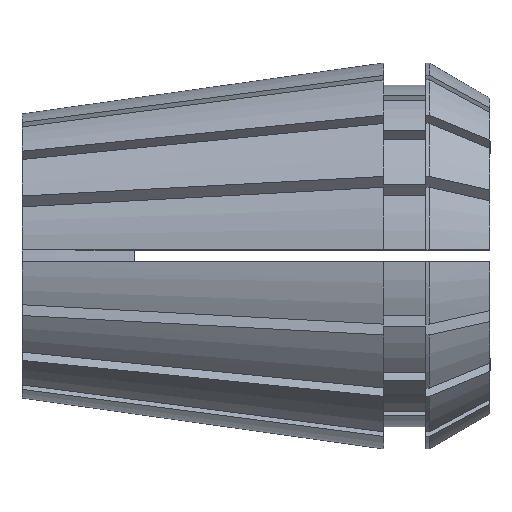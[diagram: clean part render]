
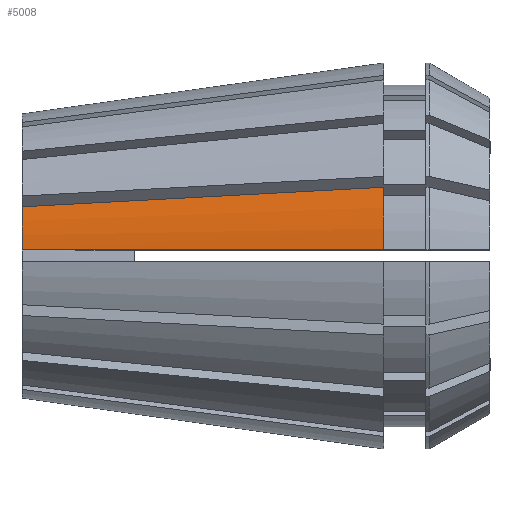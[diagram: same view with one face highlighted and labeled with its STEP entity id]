
A CAD part, top view. The second image highlights one B-rep face of the part: STEP entity #5008.
In plain terms, the highlighted conical face has half-angle 8 degrees and reference radius 16.5 mm.
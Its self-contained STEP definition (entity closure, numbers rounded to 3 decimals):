
#217 = EDGE_CURVE ( 'NONE', #954, #5642, #5382, .T. ) ;
#352 = DIRECTION ( 'NONE',  ( -1., 0., 0. ) ) ;
#356 = ORIENTED_EDGE ( 'NONE', *, *, #5560, .F. ) ;
#402 = CARTESIAN_POINT ( 'NONE',  ( 3.953, 0.5, 12.703 ) ) ;
#416 = CONICAL_SURFACE ( 'NONE', #1986, 16.5, 0.14 ) ;
#425 = CARTESIAN_POINT ( 'NONE',  ( 26.056, 0.5, 15.812 ) ) ;
#438 = CARTESIAN_POINT ( 'NONE',  ( 24.391, 5.499, 14.583 ) ) ;
#718 = DIRECTION ( 'NONE',  ( 0., 0., 1. ) ) ;
#768 = VERTEX_POINT ( 'NONE', #4181 ) ;
#778 = EDGE_CURVE ( 'NONE', #768, #954, #3699, .T. ) ;
#790 = DIRECTION ( 'NONE',  ( 0., 0., 1. ) ) ;
#808 = CARTESIAN_POINT ( 'NONE',  ( 30.9, 5.85, 15.429 ) ) ;
#954 = VERTEX_POINT ( 'NONE', #4218 ) ;
#1043 = CARTESIAN_POINT ( 'NONE',  ( 0., 4.187, 11.414 ) ) ;
#1180 = DIRECTION ( 'NONE',  ( -1., 0., 0. ) ) ;
#1227 = AXIS2_PLACEMENT_3D ( 'NONE', #3045, #1180, #718 ) ;
#1317 = CARTESIAN_POINT ( 'NONE',  ( 2.635, 0.5, 12.518 ) ) ;
#1336 = CARTESIAN_POINT ( 'NONE',  ( 30.9, 0., 0. ) ) ;
#1848 = CARTESIAN_POINT ( 'NONE',  ( 0., 0.5, 12.147 ) ) ;
#1953 = CIRCLE ( 'NONE', #2995, 16.5 ) ;
#1986 = AXIS2_PLACEMENT_3D ( 'NONE', #5708, #3819, #3214 ) ;
#2016 = FACE_OUTER_BOUND ( 'NONE', #3306, .T. ) ;
#2320 = VERTEX_POINT ( 'NONE', #808 ) ;
#2489 = ORIENTED_EDGE ( 'NONE', *, *, #217, .F. ) ;
#2761 = CARTESIAN_POINT ( 'NONE',  ( 7.045, 4.566, 12.33 ) ) ;
#2995 = AXIS2_PLACEMENT_3D ( 'NONE', #1336, #352, #790 ) ;
#3045 = CARTESIAN_POINT ( 'NONE',  ( 0., 0., 0. ) ) ;
#3167 = CARTESIAN_POINT ( 'NONE',  ( 1.318, 0.5, 12.333 ) ) ;
#3189 = CARTESIAN_POINT ( 'NONE',  ( 27.67, 0.5, 16.039 ) ) ;
#3214 = DIRECTION ( 'NONE',  ( 0., 0., -1. ) ) ;
#3224 = CARTESIAN_POINT ( 'NONE',  ( 21.136, 5.324, 14.16 ) ) ;
#3306 = EDGE_LOOP ( 'NONE', ( #356, #2489, #3734, #5371 ) ) ;
#3686 = CARTESIAN_POINT ( 'NONE',  ( 27.645, 5.674, 15.006 ) ) ;
#3699 = B_SPLINE_CURVE_WITH_KNOTS ( 'NONE', 3,
 ( #5080, #4679, #3189, #425, #5142, #5101, #402, #1317, #3167, #1848 ),
 .UNSPECIFIED., .F., .F.,
 ( 4, 3, 3, 4 ),
 ( 0.062, 0.067, 0.089, 0.093 ),
 .UNSPECIFIED. ) ;
#3734 = ORIENTED_EDGE ( 'NONE', *, *, #778, .F. ) ;
#3747 = CARTESIAN_POINT ( 'NONE',  ( 30.9, 5.85, 15.429 ) ) ;
#3819 = DIRECTION ( 'NONE',  ( 1., 0., 0. ) ) ;
#4181 = CARTESIAN_POINT ( 'NONE',  ( 30.9, 0.5, 16.493 ) ) ;
#4218 = CARTESIAN_POINT ( 'NONE',  ( 0., 0.5, 12.147 ) ) ;
#4248 = CARTESIAN_POINT ( 'NONE',  ( 0., 4.187, 11.414 ) ) ;
#4679 = CARTESIAN_POINT ( 'NONE',  ( 29.285, 0.5, 16.266 ) ) ;
#4817 = B_SPLINE_CURVE_WITH_KNOTS ( 'NONE', 3,
 ( #4248, #2761, #6060, #3224, #438, #3686, #3747 ),
 .UNSPECIFIED., .F., .F.,
 ( 4, 3, 4 ),
 ( 0., 0.021, 0.031 ),
 .UNSPECIFIED. ) ;
#4841 = EDGE_CURVE ( 'NONE', #768, #2320, #1953, .T. ) ;
#5008 = ADVANCED_FACE ( 'NONE', ( #2016 ), #416, .T. ) ;
#5080 = CARTESIAN_POINT ( 'NONE',  ( 30.9, 0.5, 16.493 ) ) ;
#5101 = CARTESIAN_POINT ( 'NONE',  ( 11.321, 0.5, 13.74 ) ) ;
#5142 = CARTESIAN_POINT ( 'NONE',  ( 18.688, 0.5, 14.776 ) ) ;
#5371 = ORIENTED_EDGE ( 'NONE', *, *, #4841, .T. ) ;
#5382 = CIRCLE ( 'NONE', #1227, 12.158 ) ;
#5560 = EDGE_CURVE ( 'NONE', #5642, #2320, #4817, .T. ) ;
#5642 = VERTEX_POINT ( 'NONE', #1043 ) ;
#5708 = CARTESIAN_POINT ( 'NONE',  ( 30.9, 0., 0. ) ) ;
#6060 = CARTESIAN_POINT ( 'NONE',  ( 14.091, 4.945, 13.245 ) ) ;
